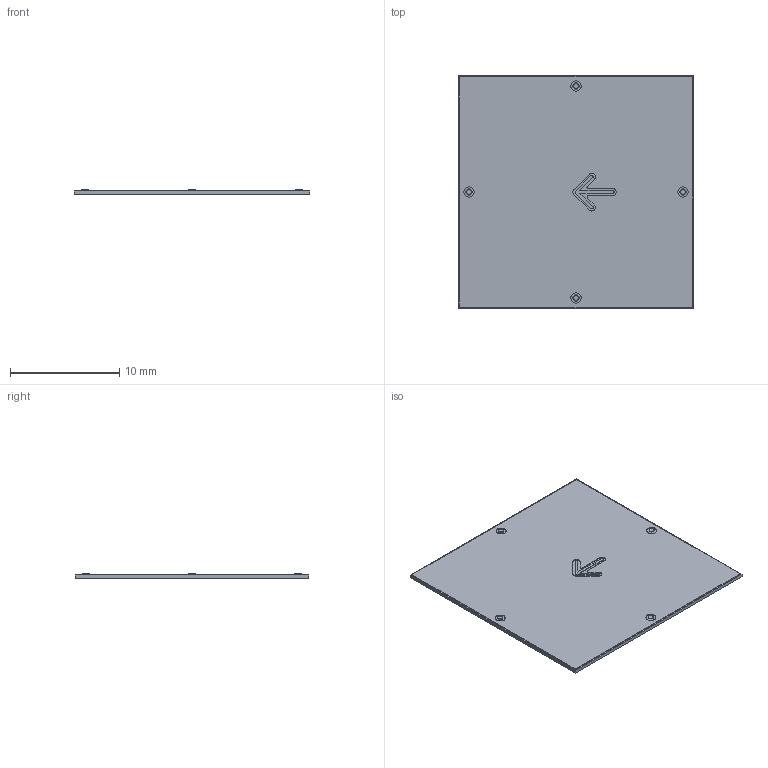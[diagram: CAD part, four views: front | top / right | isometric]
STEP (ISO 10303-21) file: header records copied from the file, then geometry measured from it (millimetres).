
FILE_DESCRIPTION(('FreeCAD Model'),'2;1');
FILE_NAME('Open CASCADE Shape Model','2022-05-17T11:41:08',('Author'),( ''),'Open CASCADE STEP processor 7.5','FreeCAD','Unknown');
FILE_SCHEMA(('AUTOMOTIVE_DESIGN { 1 0 10303 214 1 1 1 1 }'));
Length unit declared in the file: millimetre
Products named in the file (1): pcb_combo
Bounding box: 21.6 x 21.4 x 0.4 mm (x, y, z)
Volume: 161 mm3; surface area: 1850.1 mm2
Topology: 7 solids, 7 shells, 509 faces, 1485 edges, 990 vertices
Faces by surface type: plane 452, cylinder 57
Entity records: 39328 total; most frequent: CARTESIAN_POINT 6579, DIRECTION 5485, LINE 4227, VECTOR 4227, ORIENTED_EDGE 2970, PCURVE 2970, DEFINITIONAL_REPRESENTATION 2970, EDGE_CURVE 1485
